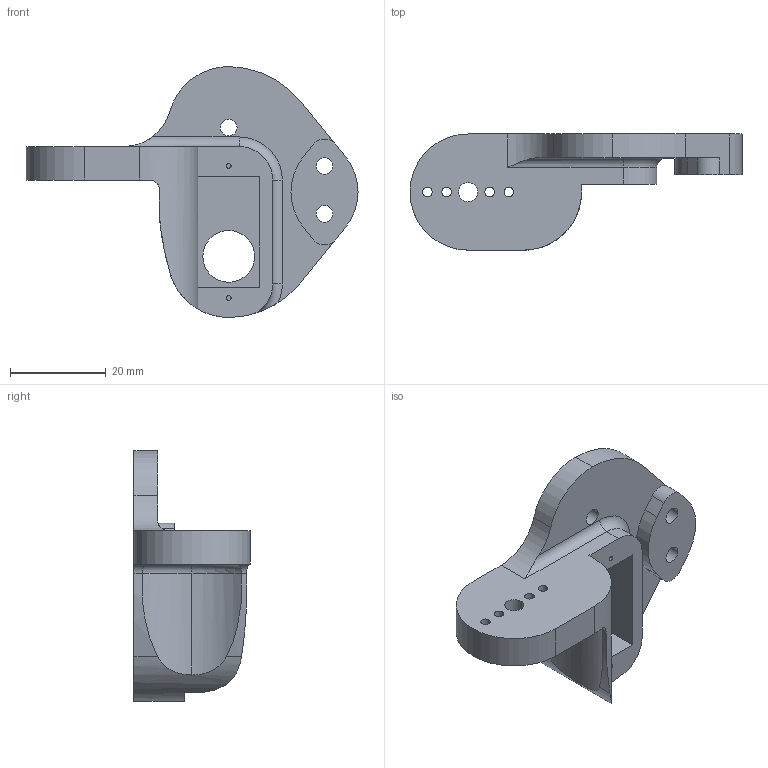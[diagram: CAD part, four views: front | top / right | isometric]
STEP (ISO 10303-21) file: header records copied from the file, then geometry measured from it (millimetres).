
FILE_DESCRIPTION (( 'STEP AP203' ), '1' );
FILE_NAME ('Base_Default_sldprt.STEP', '2025-08-10T22:19:00', ( '' ), ( '' ), 'SwSTEP 2.0', 'SolidWorks 2024', '' );
FILE_SCHEMA (( 'CONFIG_CONTROL_DESIGN' ));
Length unit declared in the file: millimetre
Products named in the file (1): Base_Default_sldprt
Bounding box: 69.33 x 24.27 x 52.4 mm (x, y, z)
Volume: 15575.8 mm3; surface area: 8096.8 mm2
Topology: 1 solids, 1 shells, 67 faces, 187 edges, 124 vertices
Faces by surface type: cylinder 42, plane 19, torus 4, bspline 2
Entity records: 2467 total; most frequent: CARTESIAN_POINT 582, DIRECTION 387, ORIENTED_EDGE 374, EDGE_CURVE 187, AXIS2_PLACEMENT_3D 150, VERTEX_POINT 124, VECTOR 87, EDGE_LOOP 87
